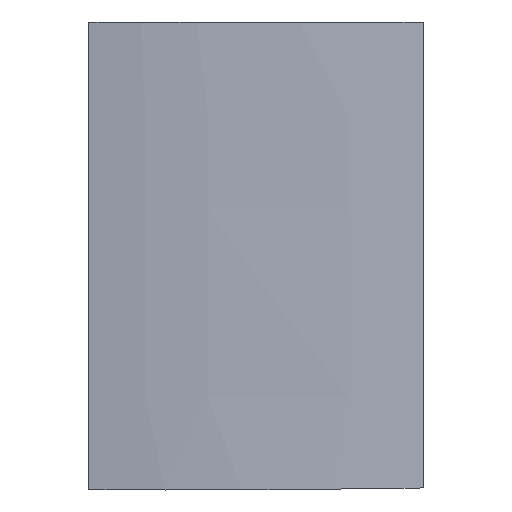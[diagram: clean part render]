
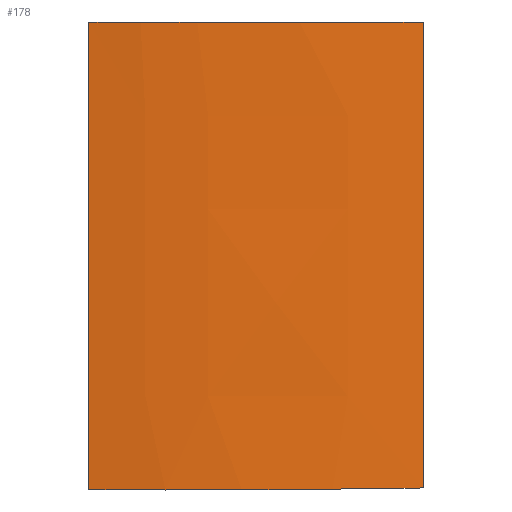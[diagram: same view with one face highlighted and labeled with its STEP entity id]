
A CAD part, front view. The second image highlights one B-rep face of the part: STEP entity #178.
In plain terms, the highlighted face is a extrusion surface.
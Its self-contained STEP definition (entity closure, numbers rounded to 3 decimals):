
#55=CARTESIAN_POINT('Vertex',(345.955,-38.906,1.518)) ;
#59=CARTESIAN_POINT('Control Point',(106.776,-51.763,0.348)) ;
#60=CARTESIAN_POINT('Control Point',(139.129,-55.518,0.026)) ;
#61=CARTESIAN_POINT('Control Point',(171.82,-56.403,-0.046)) ;
#62=CARTESIAN_POINT('Control Point',(204.048,-55.503,0.039)) ;
#63=CARTESIAN_POINT('Control Point',(252.074,-51.968,0.357)) ;
#64=CARTESIAN_POINT('Control Point',(299.826,-45.961,0.892)) ;
#65=CARTESIAN_POINT('Control Point',(315.239,-43.795,1.084)) ;
#66=CARTESIAN_POINT('Control Point',(330.611,-41.436,1.293)) ;
#67=CARTESIAN_POINT('Control Point',(345.955,-38.906,1.518)) ;
#68=CARTESIAN_POINT('Vertex',(106.776,-51.763,0.348)) ;
#110=CARTESIAN_POINT('Vertex',(106.776,-51.763,335.)) ;
#114=CARTESIAN_POINT('Control Point',(345.955,-38.906,335.)) ;
#115=CARTESIAN_POINT('Control Point',(291.379,-47.905,335.)) ;
#116=CARTESIAN_POINT('Control Point',(238.324,-54.435,335.)) ;
#117=CARTESIAN_POINT('Control Point',(189.18,-57.303,335.)) ;
#118=CARTESIAN_POINT('Control Point',(144.826,-56.179,335.)) ;
#119=CARTESIAN_POINT('Control Point',(106.776,-51.763,335.)) ;
#120=CARTESIAN_POINT('Vertex',(345.955,-38.906,335.)) ;
#145=CARTESIAN_POINT('Line Origine',(345.955,-38.906,168.259)) ;
#158=CARTESIAN_POINT('Control Point',(345.955,-38.906,0.)) ;
#159=CARTESIAN_POINT('Control Point',(291.379,-47.905,0.)) ;
#160=CARTESIAN_POINT('Control Point',(238.324,-54.435,0.)) ;
#161=CARTESIAN_POINT('Control Point',(189.18,-57.303,0.)) ;
#162=CARTESIAN_POINT('Control Point',(144.826,-56.179,0.)) ;
#163=CARTESIAN_POINT('Control Point',(106.776,-51.763,0.)) ;
#167=CARTESIAN_POINT('Line Origine',(106.776,-51.763,167.5)) ;
#147=VECTOR('Line Direction',#146,1.) ;
#165=VECTOR('Extrusion Surface Vector',#164,1.) ;
#169=VECTOR('Line Direction',#168,1.) ;
#146=DIRECTION('Vector Direction',(0.,0.,1.)) ;
#164=DIRECTION('Vector Direction',(0.,0.,1.)) ;
#168=DIRECTION('Vector Direction',(0.,0.,1.)) ;
#148=LINE('Line',#145,#147) ;
#170=LINE('Line',#167,#169) ;
#70=EDGE_CURVE('',#69,#56,#58,.T.) ;
#122=EDGE_CURVE('',#121,#111,#113,.T.) ;
#149=EDGE_CURVE('',#56,#121,#148,.T.) ;
#171=EDGE_CURVE('',#69,#111,#170,.T.) ;
#173=ORIENTED_EDGE('',*,*,#70,.T.) ;
#174=ORIENTED_EDGE('',*,*,#149,.T.) ;
#175=ORIENTED_EDGE('',*,*,#122,.T.) ;
#176=ORIENTED_EDGE('',*,*,#171,.F.) ;
#172=EDGE_LOOP('',(#173,#174,#175,#176)) ;
#56=VERTEX_POINT('',#55) ;
#69=VERTEX_POINT('',#68) ;
#111=VERTEX_POINT('',#110) ;
#121=VERTEX_POINT('',#120) ;
#178=ADVANCED_FACE('PartBody',(#177),#166,.F.) ;
#58=B_SPLINE_CURVE_WITH_KNOTS('',5,(#59,#60,#61,#62,#63,#64,#65,#66,#67),.UNSPECIFIED.,.F.,.U.,(6,3,6),(0.,162.867,240.639),.UNSPECIFIED.) ;
#113=B_SPLINE_CURVE_WITH_KNOTS('',5,(#114,#115,#116,#117,#118,#119),.UNSPECIFIED.,.F.,.U.,(6,6),(0.,240.67),.UNSPECIFIED.) ;
#157=B_SPLINE_CURVE_WITH_KNOTS('',5,(#158,#159,#160,#161,#162,#163),.UNSPECIFIED.,.F.,.U.,(6,6),(0.,240.67),.UNSPECIFIED.) ;
#177=FACE_OUTER_BOUND('',#172,.T.) ;
#166=SURFACE_OF_LINEAR_EXTRUSION('generated tabulated cylinder',#157,#165) ;
